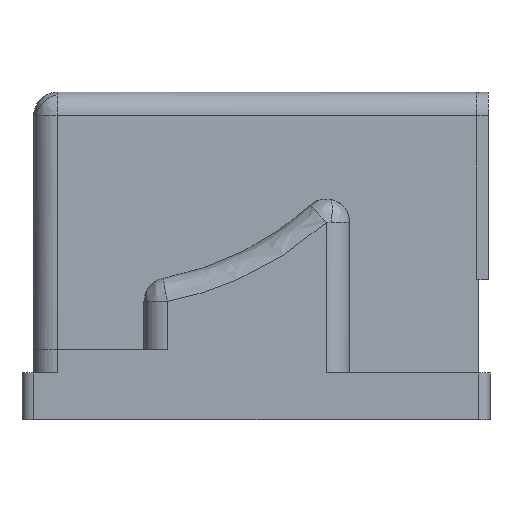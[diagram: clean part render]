
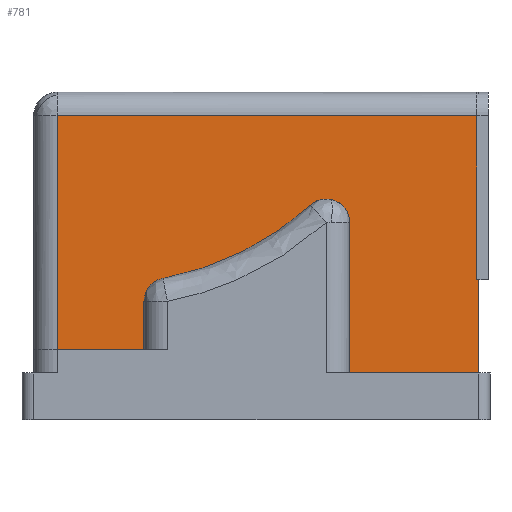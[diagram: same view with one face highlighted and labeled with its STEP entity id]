
A CAD part, front view. The second image highlights one B-rep face of the part: STEP entity #781.
In plain terms, the highlighted planar face has unit normal (0, -1, 0).
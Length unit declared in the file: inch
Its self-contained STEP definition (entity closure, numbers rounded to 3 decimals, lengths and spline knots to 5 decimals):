
#22 = VERTEX_POINT ( 'NONE', #500 ) ;
#55 = ORIENTED_EDGE ( 'NONE', *, *, #2569, .T. ) ;
#63 = ORIENTED_EDGE ( 'NONE', *, *, #3054, .T. ) ;
#83 = CARTESIAN_POINT ( 'NONE',  ( -1.88481, -1.9685, 1.1811 ) ) ;
#93 = VECTOR ( 'NONE', #2916, 39.37008 ) ;
#122 = DIRECTION ( 'NONE',  ( 1., 0., 0. ) ) ;
#129 = DIRECTION ( 'NONE',  ( -1., 0., 0. ) ) ;
#148 = VERTEX_POINT ( 'NONE', #1292 ) ;
#159 = EDGE_CURVE ( 'NONE', #3033, #2860, #3067, .T. ) ;
#234 = EDGE_LOOP ( 'NONE', ( #1217, #1500, #2899, #63, #2082, #2566, #512, #2836, #55, #1032 ) ) ;
#259 = CARTESIAN_POINT ( 'NONE',  ( 3.74016, -1.9685, 0.7874 ) ) ;
#309 = CARTESIAN_POINT ( 'NONE',  ( -1.49111, -1.9685, 1.9934 ) ) ;
#319 = DIRECTION ( 'NONE',  ( 0., 0., 1. ) ) ;
#500 = CARTESIAN_POINT ( 'NONE',  ( 0.91719, -1.9685, 3.61163 ) ) ;
#512 = ORIENTED_EDGE ( 'NONE', *, *, #1137, .T. ) ;
#526 = CARTESIAN_POINT ( 'NONE',  ( 3.74016, -1.9685, 0.7874 ) ) ;
#560 = CARTESIAN_POINT ( 'NONE',  ( 1.5748, -1.9685, 0.7874 ) ) ;
#564 = LINE ( 'NONE', #2058, #883 ) ;
#589 = CARTESIAN_POINT ( 'NONE',  ( -2.51371, -1.9685, 7.40952 ) ) ;
#725 = CIRCLE ( 'NONE', #2829, 0.3937 ) ;
#732 = LINE ( 'NONE', #921, #3082 ) ;
#781 = ADVANCED_FACE ( 'NONE', ( #1593 ), #2632, .T. ) ;
#796 = CARTESIAN_POINT ( 'NONE',  ( -3.34646, -1.9685, 1.1811 ) ) ;
#821 = DIRECTION ( 'NONE',  ( 0., 1., 0. ) ) ;
#883 = VECTOR ( 'NONE', #129, 39.37008 ) ;
#900 = DIRECTION ( 'NONE',  ( 0., 0., 1. ) ) ;
#921 = CARTESIAN_POINT ( 'NONE',  ( -3.34646, -1.9685, 0.7874 ) ) ;
#952 = DIRECTION ( 'NONE',  ( 0., 0., -1. ) ) ;
#994 = CARTESIAN_POINT ( 'NONE',  ( 0., -1.9685, 0.7874 ) ) ;
#1016 = EDGE_CURVE ( 'NONE', #22, #2153, #1035, .T. ) ;
#1032 = ORIENTED_EDGE ( 'NONE', *, *, #1397, .F. ) ;
#1033 = EDGE_CURVE ( 'NONE', #3033, #148, #564, .T. ) ;
#1035 = CIRCLE ( 'NONE', #1216, 0.3937 ) ;
#1039 = DIRECTION ( 'NONE',  ( 0., 1., 0. ) ) ;
#1118 = LINE ( 'NONE', #994, #2649 ) ;
#1121 = CARTESIAN_POINT ( 'NONE',  ( 3.74016, -1.9685, 5.11811 ) ) ;
#1132 = DIRECTION ( 'NONE',  ( 0., 0., -1. ) ) ;
#1137 = EDGE_CURVE ( 'NONE', #1301, #22, #1929, .T. ) ;
#1205 = DIRECTION ( 'NONE',  ( 0., -1., 0. ) ) ;
#1216 = AXIS2_PLACEMENT_3D ( 'NONE', #2726, #1039, #1541 ) ;
#1217 = ORIENTED_EDGE ( 'NONE', *, *, #159, .F. ) ;
#1220 = VECTOR ( 'NONE', #1840, 39.37008 ) ;
#1292 = CARTESIAN_POINT ( 'NONE',  ( -3.34646, -1.9685, 5.11811 ) ) ;
#1301 = VERTEX_POINT ( 'NONE', #2582 ) ;
#1374 = AXIS2_PLACEMENT_3D ( 'NONE', #589, #2295, #2560 ) ;
#1397 = EDGE_CURVE ( 'NONE', #2860, #1961, #1118, .T. ) ;
#1466 = VECTOR ( 'NONE', #122, 39.37008 ) ;
#1500 = ORIENTED_EDGE ( 'NONE', *, *, #1033, .T. ) ;
#1541 = DIRECTION ( 'NONE',  ( 0., 0., -1. ) ) ;
#1593 = FACE_OUTER_BOUND ( 'NONE', #234, .T. ) ;
#1619 = LINE ( 'NONE', #2283, #1466 ) ;
#1637 = CARTESIAN_POINT ( 'NONE',  ( 1.5748, -1.9685, 3.31948 ) ) ;
#1656 = CARTESIAN_POINT ( 'NONE',  ( 1.5748, -1.9685, 0.7874 ) ) ;
#1732 = VERTEX_POINT ( 'NONE', #83 ) ;
#1840 = DIRECTION ( 'NONE',  ( 0., 0., -1. ) ) ;
#1929 = CIRCLE ( 'NONE', #1374, 5.11811 ) ;
#1931 = DIRECTION ( 'NONE',  ( -1., 0., 0. ) ) ;
#1961 = VERTEX_POINT ( 'NONE', #560 ) ;
#2058 = CARTESIAN_POINT ( 'NONE',  ( 1.5748, -1.9685, 5.11811 ) ) ;
#2059 = CARTESIAN_POINT ( 'NONE',  ( 1.5748, -1.9685, 0.7874 ) ) ;
#2082 = ORIENTED_EDGE ( 'NONE', *, *, #2539, .T. ) ;
#2153 = VERTEX_POINT ( 'NONE', #1637 ) ;
#2252 = CARTESIAN_POINT ( 'NONE',  ( -1.88481, -1.9685, 1.9934 ) ) ;
#2283 = CARTESIAN_POINT ( 'NONE',  ( 1.5748, -1.9685, 1.1811 ) ) ;
#2295 = DIRECTION ( 'NONE',  ( 0., -1., 0. ) ) ;
#2325 = CARTESIAN_POINT ( 'NONE',  ( -1.88481, -1.9685, 0.7874 ) ) ;
#2417 = VERTEX_POINT ( 'NONE', #2252 ) ;
#2491 = LINE ( 'NONE', #2059, #1220 ) ;
#2539 = EDGE_CURVE ( 'NONE', #1732, #2417, #3126, .T. ) ;
#2557 = EDGE_CURVE ( 'NONE', #148, #2955, #732, .T. ) ;
#2560 = DIRECTION ( 'NONE',  ( 0., 0., -1. ) ) ;
#2566 = ORIENTED_EDGE ( 'NONE', *, *, #2940, .T. ) ;
#2569 = EDGE_CURVE ( 'NONE', #2153, #1961, #2491, .T. ) ;
#2582 = CARTESIAN_POINT ( 'NONE',  ( -1.56415, -1.9685, 2.38027 ) ) ;
#2632 = PLANE ( 'NONE',  #2917 ) ;
#2649 = VECTOR ( 'NONE', #1931, 39.37008 ) ;
#2726 = CARTESIAN_POINT ( 'NONE',  ( 1.1811, -1.9685, 3.31948 ) ) ;
#2829 = AXIS2_PLACEMENT_3D ( 'NONE', #309, #821, #319 ) ;
#2836 = ORIENTED_EDGE ( 'NONE', *, *, #1016, .T. ) ;
#2860 = VERTEX_POINT ( 'NONE', #259 ) ;
#2899 = ORIENTED_EDGE ( 'NONE', *, *, #2557, .T. ) ;
#2916 = DIRECTION ( 'NONE',  ( 0., 0., -1. ) ) ;
#2917 = AXIS2_PLACEMENT_3D ( 'NONE', #1656, #1205, #952 ) ;
#2940 = EDGE_CURVE ( 'NONE', #2417, #1301, #725, .T. ) ;
#2955 = VERTEX_POINT ( 'NONE', #796 ) ;
#2961 = VECTOR ( 'NONE', #900, 39.37008 ) ;
#3033 = VERTEX_POINT ( 'NONE', #1121 ) ;
#3054 = EDGE_CURVE ( 'NONE', #2955, #1732, #1619, .T. ) ;
#3067 = LINE ( 'NONE', #526, #93 ) ;
#3082 = VECTOR ( 'NONE', #1132, 39.37008 ) ;
#3126 = LINE ( 'NONE', #2325, #2961 ) ;
